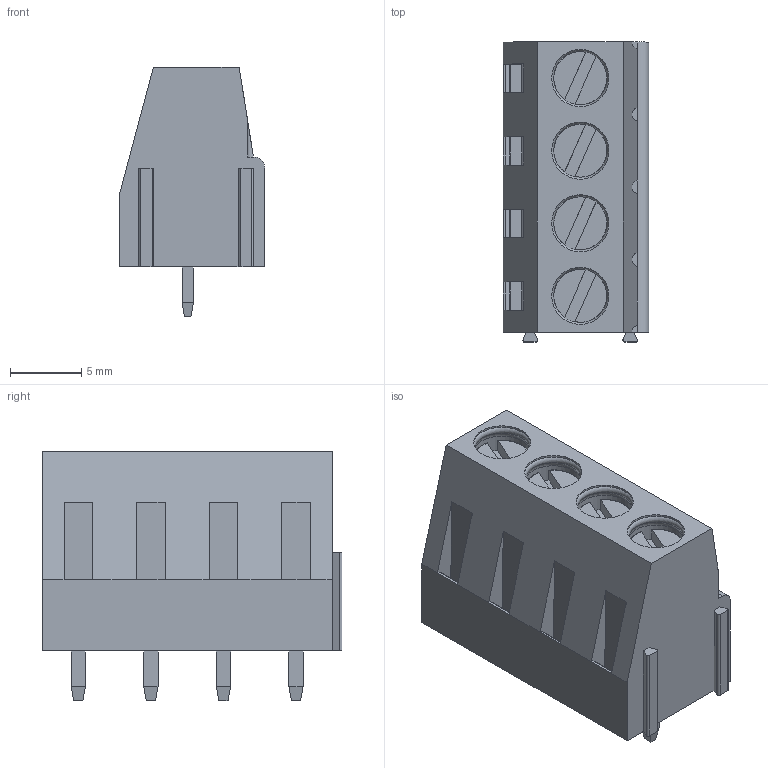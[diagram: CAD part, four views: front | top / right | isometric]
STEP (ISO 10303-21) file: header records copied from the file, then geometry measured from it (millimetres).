
FILE_DESCRIPTION(/* description */ ('Unknown'),/* implementation_level */ '2;1');
FILE_NAME(/* name */ 'MB310-508M04_20230306',/* time_stamp */ '2023-03-06T16:29:44+08:00',/* author */ ('Unknown'),/* organization */ ('Unknown'),/* preprocessor_version */ 'ST-DEVELOPER v16.7',/* originating_system */ 'DEX',/* authorisation */ $);
FILE_SCHEMA (('AUTOMOTIVE_DESIGN {1 0 10303 214 3 1 1}'));
Length unit declared in the file: millimetre
Products named in the file (1): MB310-508M04_20191009
Bounding box: 10.2 x 21 x 17.5 mm (x, y, z)
Volume: 2303.3 mm3; surface area: 1753.6 mm2
Topology: 5 solids, 5 shells, 203 faces, 479 edges, 298 vertices
Faces by surface type: plane 149, cylinder 30, torus 20, cone 4
Full cylindrical faces by diameter (mm): 2.6 x4, 3.9 x4, 4 x4, 4.013 x4
Entity records: 7224 total; most frequent: CARTESIAN_POINT 1245, DIRECTION 923, ORIENTED_EDGE 886, EDGE_CURVE 443, LINE 339, VECTOR 339, VERTEX_POINT 294, AXIS2_PLACEMENT_3D 292
